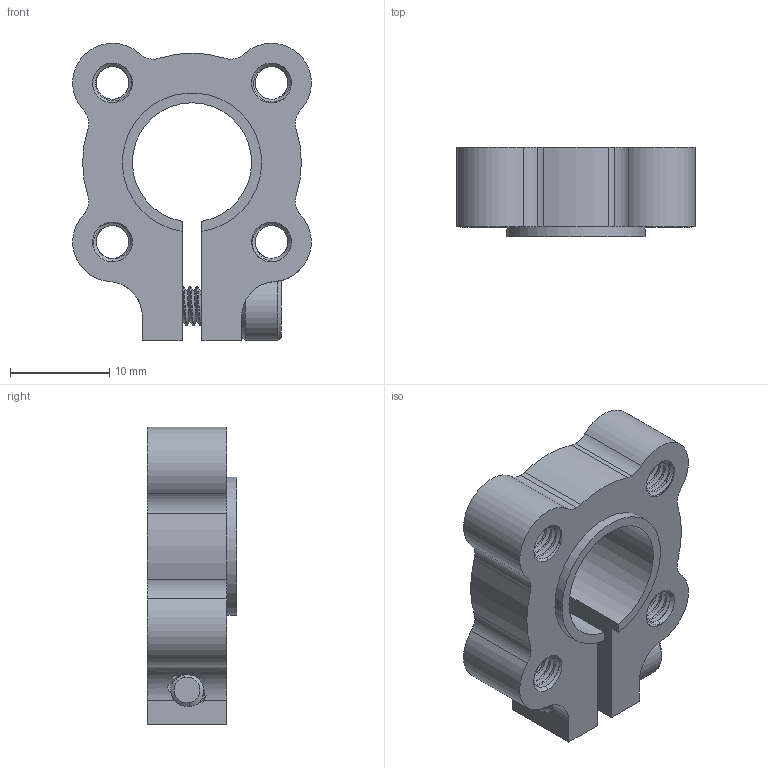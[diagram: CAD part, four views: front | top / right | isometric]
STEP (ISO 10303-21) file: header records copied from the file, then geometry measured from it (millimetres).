
FILE_DESCRIPTION (( 'STEP AP203' ), '1' );
FILE_NAME ('1301-0016-0012 assembly.STEP', '2018-06-28T14:18:49', ( '' ), ( '' ), 'SwSTEP 2.0', 'SolidWorks 2016', '' );
FILE_SCHEMA (( 'CONFIG_CONTROL_DESIGN' ));
Length unit declared in the file: inch
Products named in the file (3): 1301-0016-0012; 2800-0004-0010_90128A207; 1301-0016-0012 assembly
Assembly tree (2 placements, depth 2):
  1301-0016-0012 assembly
    1301-0016-0012
    2800-0004-0010_90128A207
Bounding box: 23.99 x 9 x 29.93 mm (x, y, z)
Volume: 3363.1 mm3; surface area: 3178.8 mm2
Topology: 2 solids, 2 shells, 375 faces, 1073 edges, 703 vertices
Faces by surface type: cylinder 301, cone 37, plane 22, bspline 15
Entity records: 30268 total; most frequent: CARTESIAN_POINT 21848, ORIENTED_EDGE 2146, DIRECTION 1316, EDGE_CURVE 1073, VERTEX_POINT 703, AXIS2_PLACEMENT_3D 484, EDGE_LOOP 388, FACE_OUTER_BOUND 375
